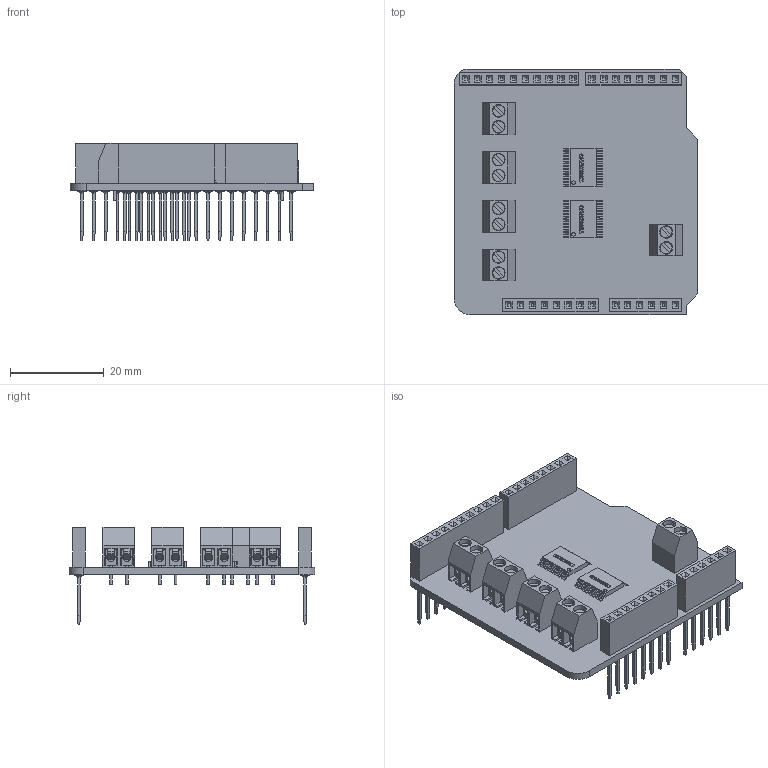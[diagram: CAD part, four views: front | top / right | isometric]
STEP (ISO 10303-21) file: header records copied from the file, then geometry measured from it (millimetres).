
FILE_DESCRIPTION (( 'STEP AP214' ), '1' );
FILE_NAME ('Shield Quad Motor driver TB6612FNG.STEP', '2024-01-16T12:43:28', ( '' ), ( '' ), 'SwSTEP 2.0', 'SolidWorks 2020', '' );
FILE_SCHEMA (( 'AUTOMOTIVE_DESIGN' ));
Length unit declared in the file: millimetre
Products named in the file (8): bornier double; broche wrapping 6F; broche wrapping 10F-vert; broche wrapping 8F-rouge; Microcontroller TB6612FNG; Shield Quad Motor driver TB6612FNG; Shield Quad Motor - plaque; broche wrapping 8F-vert
Assembly tree (12 placements, depth 2):
  Shield Quad Motor driver TB6612FNG
    Shield Quad Motor - plaque
    bornier double  x5
    Microcontroller TB6612FNG  x2
    broche wrapping 6F
    broche wrapping 8F-rouge
    broche wrapping 8F-vert
    broche wrapping 10F-vert
Bounding box: 52 x 52.5 x 20.9 mm (x, y, z)
Volume: 7631.9 mm3; surface area: 13681.5 mm2
Topology: 74 solids, 74 shells, 2365 faces, 5925 edges, 3808 vertices
Faces by surface type: plane 1827, bspline 442, cylinder 96
Full cylindrical faces by diameter (mm): 0.6 x10, 0.77 x2, 1.8 x42, 2.5 x10, 2.7 x10
Entity records: 65985 total; most frequent: CARTESIAN_POINT 19313, ORIENTED_EDGE 7584, DIRECTION 6158, EDGE_CURVE 3792, VECTOR 2768, LINE 2768, VERTEX_POINT 2414, EDGE_LOOP 1754
